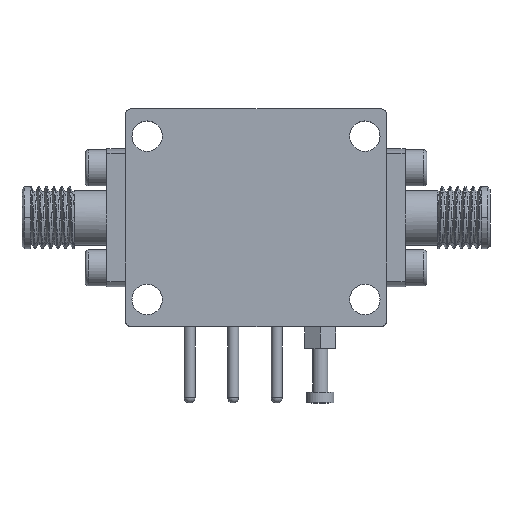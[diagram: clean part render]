
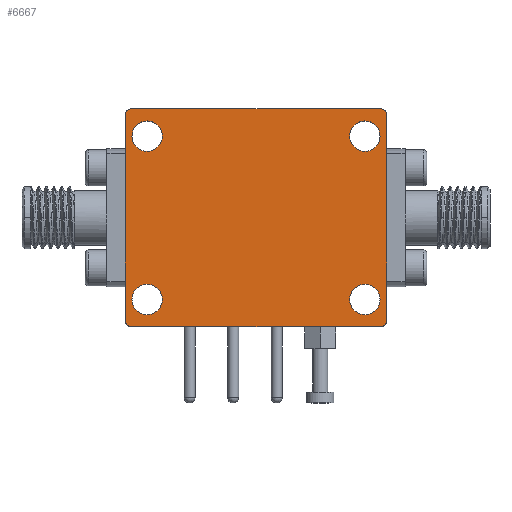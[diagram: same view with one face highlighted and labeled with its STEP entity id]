
A CAD part, top view. The second image highlights one B-rep face of the part: STEP entity #6667.
In plain terms, the highlighted planar face has unit normal (0, 0, 1).
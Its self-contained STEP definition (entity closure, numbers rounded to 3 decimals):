
#223 = AXIS2_PLACEMENT_3D ( 'NONE', #9047, #8070, #7871 ) ;
#289 = CARTESIAN_POINT ( 'NONE',  ( 2070.652, 523.182, 0. ) ) ;
#477 = VERTEX_POINT ( 'NONE', #2209 ) ;
#484 = CARTESIAN_POINT ( 'NONE',  ( 2092.652, 540.182, 0. ) ) ;
#671 = CARTESIAN_POINT ( 'NONE',  ( 2094.052, 540.182, 0. ) ) ;
#757 = FACE_BOUND ( 'NONE', #11405, .T. ) ;
#825 = AXIS2_PLACEMENT_3D ( 'NONE', #5741, #13116, #7048 ) ;
#1272 = EDGE_CURVE ( 'NONE', #11531, #7803, #12432, .T. ) ;
#1283 = EDGE_LOOP ( 'NONE', ( #6999, #7266 ) ) ;
#1287 = VERTEX_POINT ( 'NONE', #7177 ) ;
#1477 = AXIS2_PLACEMENT_3D ( 'NONE', #2417, #9963, #6582 ) ;
#1776 = FACE_BOUND ( 'NONE', #9717, .T. ) ;
#1908 = AXIS2_PLACEMENT_3D ( 'NONE', #4844, #8199, #5940 ) ;
#1979 = VERTEX_POINT ( 'NONE', #6842 ) ;
#2088 = AXIS2_PLACEMENT_3D ( 'NONE', #8340, #12503, #5256 ) ;
#2114 = CARTESIAN_POINT ( 'NONE',  ( 2094.652, 542.182, 0. ) ) ;
#2209 = CARTESIAN_POINT ( 'NONE',  ( 2070.652, 523.182, 0. ) ) ;
#2417 = CARTESIAN_POINT ( 'NONE',  ( 2072.652, 540.182, 0. ) ) ;
#2484 = CARTESIAN_POINT ( 'NONE',  ( 2092.652, 525.182, 0. ) ) ;
#2619 = ORIENTED_EDGE ( 'NONE', *, *, #8342, .F. ) ;
#2726 = CARTESIAN_POINT ( 'NONE',  ( 2071.252, 540.182, 0. ) ) ;
#2803 = CARTESIAN_POINT ( 'NONE',  ( 2094.152, 522.682, 0. ) ) ;
#2817 = CARTESIAN_POINT ( 'NONE',  ( 2094.152, 522.682, 0. ) ) ;
#2818 = VERTEX_POINT ( 'NONE', #8107 ) ;
#2998 = EDGE_CURVE ( 'NONE', #477, #6664, #3690, .T. ) ;
#3062 = CARTESIAN_POINT ( 'NONE',  ( 2071.152, 542.182, 0. ) ) ;
#3068 = CARTESIAN_POINT ( 'NONE',  ( 2091.252, 540.182, 0. ) ) ;
#3124 = CARTESIAN_POINT ( 'NONE',  ( 2092.652, 540.182, 0. ) ) ;
#3130 = FACE_OUTER_BOUND ( 'NONE', #12964, .T. ) ;
#3146 = CARTESIAN_POINT ( 'NONE',  ( 2071.152, 523.182, 0. ) ) ;
#3217 = CIRCLE ( 'NONE', #1477, 1.4 ) ;
#3405 = CARTESIAN_POINT ( 'NONE',  ( 2072.652, 525.182, 0. ) ) ;
#3423 = AXIS2_PLACEMENT_3D ( 'NONE', #484, #4634, #8824 ) ;
#3434 = CIRCLE ( 'NONE', #5192, 0.5 ) ;
#3690 = LINE ( 'NONE', #289, #7526 ) ;
#3841 = VECTOR ( 'NONE', #6998, 1000. ) ;
#3941 = CIRCLE ( 'NONE', #223, 0.5 ) ;
#4038 = EDGE_CURVE ( 'NONE', #8432, #11124, #12318, .T. ) ;
#4293 = CIRCLE ( 'NONE', #1908, 1.4 ) ;
#4360 = AXIS2_PLACEMENT_3D ( 'NONE', #9312, #6072, #13525 ) ;
#4453 = EDGE_CURVE ( 'NONE', #7954, #1287, #10479, .T. ) ;
#4482 = EDGE_CURVE ( 'NONE', #1979, #12389, #7998, .T. ) ;
#4528 = CARTESIAN_POINT ( 'NONE',  ( 2091.252, 525.182, 0. ) ) ;
#4634 = DIRECTION ( 'NONE',  ( 0., 0., -1. ) ) ;
#4789 = EDGE_CURVE ( 'NONE', #2818, #9814, #8913, .T. ) ;
#4844 = CARTESIAN_POINT ( 'NONE',  ( 2072.652, 525.182, 0. ) ) ;
#4960 = EDGE_CURVE ( 'NONE', #9814, #2818, #3217, .T. ) ;
#5192 = AXIS2_PLACEMENT_3D ( 'NONE', #3146, #12509, #7260 ) ;
#5230 = ORIENTED_EDGE ( 'NONE', *, *, #4789, .T. ) ;
#5241 = DIRECTION ( 'NONE',  ( 1., 0., 0. ) ) ;
#5256 = DIRECTION ( 'NONE',  ( 1., 0., 0. ) ) ;
#5451 = CIRCLE ( 'NONE', #4360, 0.5 ) ;
#5494 = CARTESIAN_POINT ( 'NONE',  ( 2074.052, 525.182, 0. ) ) ;
#5497 = EDGE_CURVE ( 'NONE', #12182, #8512, #6271, .T. ) ;
#5688 = EDGE_CURVE ( 'NONE', #8512, #12182, #12250, .T. ) ;
#5739 = DIRECTION ( 'NONE',  ( 0., 0., -1. ) ) ;
#5741 = CARTESIAN_POINT ( 'NONE',  ( 2094.152, 542.182, 0. ) ) ;
#5842 = VERTEX_POINT ( 'NONE', #7633 ) ;
#5940 = DIRECTION ( 'NONE',  ( 1., 0., 0. ) ) ;
#6072 = DIRECTION ( 'NONE',  ( 0., 0., -1. ) ) ;
#6091 = ORIENTED_EDGE ( 'NONE', *, *, #6128, .T. ) ;
#6128 = EDGE_CURVE ( 'NONE', #12389, #1979, #6946, .T. ) ;
#6137 = PLANE ( 'NONE',  #8233 ) ;
#6155 = CARTESIAN_POINT ( 'NONE',  ( 2071.152, 542.682, 0. ) ) ;
#6271 = CIRCLE ( 'NONE', #3423, 1.4 ) ;
#6367 = EDGE_CURVE ( 'NONE', #11124, #477, #3434, .T. ) ;
#6499 = EDGE_CURVE ( 'NONE', #5842, #10486, #12471, .T. ) ;
#6507 = AXIS2_PLACEMENT_3D ( 'NONE', #3405, #5739, #11880 ) ;
#6582 = DIRECTION ( 'NONE',  ( 1., 0., 0. ) ) ;
#6584 = DIRECTION ( 'NONE',  ( 1., 0., 0. ) ) ;
#6642 = EDGE_CURVE ( 'NONE', #10486, #5842, #4293, .T. ) ;
#6664 = VERTEX_POINT ( 'NONE', #12231 ) ;
#6667 = ADVANCED_FACE ( 'NONE', ( #6972, #1776, #10142, #757, #3130 ), #6137, .F. ) ;
#6700 = CIRCLE ( 'NONE', #825, 0.5 ) ;
#6802 = ORIENTED_EDGE ( 'NONE', *, *, #7267, .F. ) ;
#6842 = CARTESIAN_POINT ( 'NONE',  ( 2094.052, 525.182, 0. ) ) ;
#6946 = CIRCLE ( 'NONE', #13556, 1.4 ) ;
#6972 = FACE_BOUND ( 'NONE', #13378, .T. ) ;
#6998 = DIRECTION ( 'NONE',  ( -1., 0., 0. ) ) ;
#6999 = ORIENTED_EDGE ( 'NONE', *, *, #6642, .T. ) ;
#7048 = DIRECTION ( 'NONE',  ( 1., 0., 0. ) ) ;
#7087 = CARTESIAN_POINT ( 'NONE',  ( 2071.152, 522.682, 0. ) ) ;
#7094 = CARTESIAN_POINT ( 'NONE',  ( 2094.152, 542.682, 0. ) ) ;
#7114 = VECTOR ( 'NONE', #7378, 1000. ) ;
#7177 = CARTESIAN_POINT ( 'NONE',  ( 2094.652, 523.182, 0. ) ) ;
#7235 = DIRECTION ( 'NONE',  ( 0., 0., -1. ) ) ;
#7260 = DIRECTION ( 'NONE',  ( 1., 0., 0. ) ) ;
#7266 = ORIENTED_EDGE ( 'NONE', *, *, #6499, .T. ) ;
#7267 = EDGE_CURVE ( 'NONE', #7803, #7954, #6700, .T. ) ;
#7378 = DIRECTION ( 'NONE',  ( 0., -1., 0. ) ) ;
#7428 = VECTOR ( 'NONE', #12574, 1000. ) ;
#7484 = DIRECTION ( 'NONE',  ( 0., 0., -1. ) ) ;
#7486 = EDGE_CURVE ( 'NONE', #1287, #8432, #5451, .T. ) ;
#7526 = VECTOR ( 'NONE', #12991, 1000. ) ;
#7551 = ORIENTED_EDGE ( 'NONE', *, *, #4482, .T. ) ;
#7588 = AXIS2_PLACEMENT_3D ( 'NONE', #11637, #7484, #10589 ) ;
#7633 = CARTESIAN_POINT ( 'NONE',  ( 2071.252, 525.182, 0. ) ) ;
#7803 = VERTEX_POINT ( 'NONE', #7094 ) ;
#7871 = DIRECTION ( 'NONE',  ( 1., 0., 0. ) ) ;
#7954 = VERTEX_POINT ( 'NONE', #12677 ) ;
#7998 = CIRCLE ( 'NONE', #2088, 1.4 ) ;
#8044 = AXIS2_PLACEMENT_3D ( 'NONE', #3124, #7235, #5241 ) ;
#8070 = DIRECTION ( 'NONE',  ( 0., 0., -1. ) ) ;
#8107 = CARTESIAN_POINT ( 'NONE',  ( 2074.052, 540.182, 0. ) ) ;
#8199 = DIRECTION ( 'NONE',  ( 0., 0., -1. ) ) ;
#8233 = AXIS2_PLACEMENT_3D ( 'NONE', #3062, #12628, #12758 ) ;
#8333 = ORIENTED_EDGE ( 'NONE', *, *, #4038, .F. ) ;
#8335 = CARTESIAN_POINT ( 'NONE',  ( 2071.152, 542.682, 0. ) ) ;
#8340 = CARTESIAN_POINT ( 'NONE',  ( 2092.652, 525.182, 0. ) ) ;
#8342 = EDGE_CURVE ( 'NONE', #6664, #11531, #3941, .T. ) ;
#8413 = ORIENTED_EDGE ( 'NONE', *, *, #6367, .F. ) ;
#8432 = VERTEX_POINT ( 'NONE', #2803 ) ;
#8512 = VERTEX_POINT ( 'NONE', #3068 ) ;
#8824 = DIRECTION ( 'NONE',  ( 1., 0., 0. ) ) ;
#8913 = CIRCLE ( 'NONE', #7588, 1.4 ) ;
#9047 = CARTESIAN_POINT ( 'NONE',  ( 2071.152, 542.182, 0. ) ) ;
#9312 = CARTESIAN_POINT ( 'NONE',  ( 2094.152, 523.182, 0. ) ) ;
#9597 = ORIENTED_EDGE ( 'NONE', *, *, #1272, .F. ) ;
#9717 = EDGE_LOOP ( 'NONE', ( #10546, #12450 ) ) ;
#9814 = VERTEX_POINT ( 'NONE', #2726 ) ;
#9963 = DIRECTION ( 'NONE',  ( 0., 0., -1. ) ) ;
#10142 = FACE_BOUND ( 'NONE', #1283, .T. ) ;
#10257 = ORIENTED_EDGE ( 'NONE', *, *, #2998, .F. ) ;
#10413 = ORIENTED_EDGE ( 'NONE', *, *, #4453, .F. ) ;
#10479 = LINE ( 'NONE', #2114, #7114 ) ;
#10486 = VERTEX_POINT ( 'NONE', #5494 ) ;
#10546 = ORIENTED_EDGE ( 'NONE', *, *, #5497, .T. ) ;
#10589 = DIRECTION ( 'NONE',  ( 1., 0., 0. ) ) ;
#10804 = DIRECTION ( 'NONE',  ( 0., 0., -1. ) ) ;
#11124 = VERTEX_POINT ( 'NONE', #7087 ) ;
#11405 = EDGE_LOOP ( 'NONE', ( #5230, #11751 ) ) ;
#11531 = VERTEX_POINT ( 'NONE', #6155 ) ;
#11637 = CARTESIAN_POINT ( 'NONE',  ( 2072.652, 540.182, 0. ) ) ;
#11751 = ORIENTED_EDGE ( 'NONE', *, *, #4960, .T. ) ;
#11880 = DIRECTION ( 'NONE',  ( 1., 0., 0. ) ) ;
#12182 = VERTEX_POINT ( 'NONE', #671 ) ;
#12231 = CARTESIAN_POINT ( 'NONE',  ( 2070.652, 542.182, 0. ) ) ;
#12250 = CIRCLE ( 'NONE', #8044, 1.4 ) ;
#12318 = LINE ( 'NONE', #2817, #3841 ) ;
#12389 = VERTEX_POINT ( 'NONE', #4528 ) ;
#12432 = LINE ( 'NONE', #8335, #7428 ) ;
#12448 = ORIENTED_EDGE ( 'NONE', *, *, #7486, .F. ) ;
#12450 = ORIENTED_EDGE ( 'NONE', *, *, #5688, .T. ) ;
#12471 = CIRCLE ( 'NONE', #6507, 1.4 ) ;
#12503 = DIRECTION ( 'NONE',  ( 0., 0., -1. ) ) ;
#12509 = DIRECTION ( 'NONE',  ( 0., 0., -1. ) ) ;
#12574 = DIRECTION ( 'NONE',  ( 1., 0., 0. ) ) ;
#12628 = DIRECTION ( 'NONE',  ( 0., 0., -1. ) ) ;
#12677 = CARTESIAN_POINT ( 'NONE',  ( 2094.652, 542.182, 0. ) ) ;
#12758 = DIRECTION ( 'NONE',  ( 0., -1., 0. ) ) ;
#12964 = EDGE_LOOP ( 'NONE', ( #2619, #10257, #8413, #8333, #12448, #10413, #6802, #9597 ) ) ;
#12991 = DIRECTION ( 'NONE',  ( 0., 1., 0. ) ) ;
#13116 = DIRECTION ( 'NONE',  ( 0., 0., -1. ) ) ;
#13378 = EDGE_LOOP ( 'NONE', ( #7551, #6091 ) ) ;
#13525 = DIRECTION ( 'NONE',  ( 1., 0., 0. ) ) ;
#13556 = AXIS2_PLACEMENT_3D ( 'NONE', #2484, #10804, #6584 ) ;
